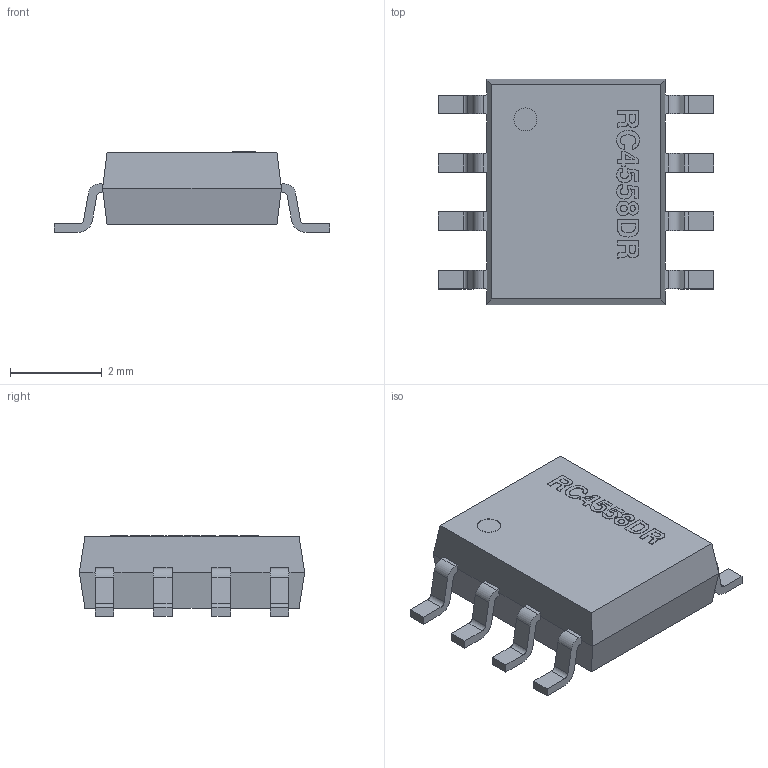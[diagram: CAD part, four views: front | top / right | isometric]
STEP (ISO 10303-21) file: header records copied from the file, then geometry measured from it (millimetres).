
FILE_DESCRIPTION(('FreeCAD Model'),'2;1');
FILE_NAME('Texas_Instruments_RC4558DR.step','2019-07-23T14:17:26',( 'Author'),(''),'Open CASCADE STEP processor 7.3','FreeCAD','Unknown' );
FILE_SCHEMA(('AUTOMOTIVE_DESIGN { 1 0 10303 214 1 1 1 1 }'));
Length unit declared in the file: millimetre
Products named in the file (1): RC4558DR
Bounding box: 6 x 4.91 x 1.76 mm (x, y, z)
Volume: 29.7 mm3; surface area: 78.1 mm2
Topology: 1 solids, 1 shells, 310 faces, 875 edges, 582 vertices
Faces by surface type: plane 145, extrusion 124, cylinder 33, bspline 8
Full cylindrical faces by diameter (mm): 0.5 x1
Entity records: 12360 total; most frequent: CARTESIAN_POINT 2704, ORIENTED_EDGE 1750, DIRECTION 1119, EDGE_CURVE 875, VECTOR 629, VERTEX_POINT 582, LINE 505, B_SPLINE_CURVE_WITH_KNOTS 428
